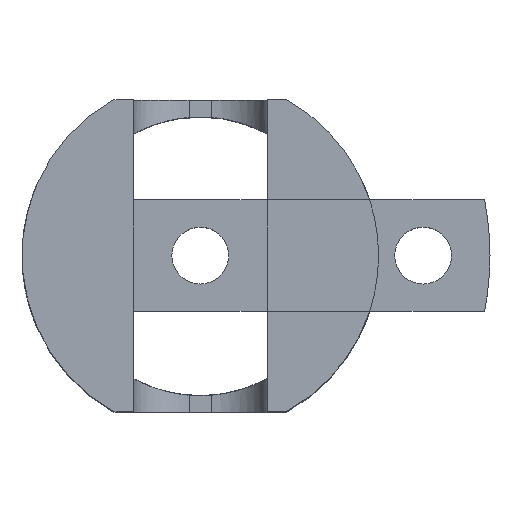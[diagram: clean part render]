
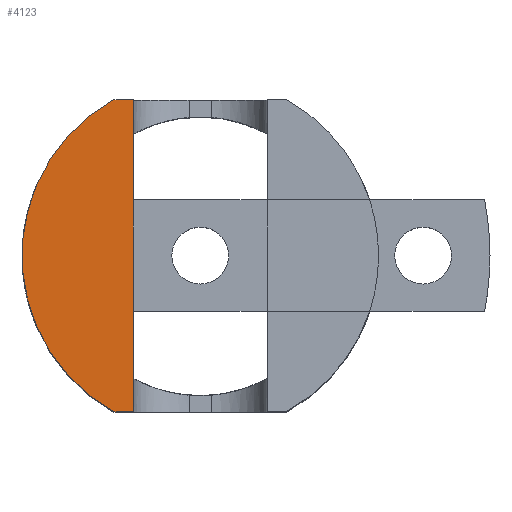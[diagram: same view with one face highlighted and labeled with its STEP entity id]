
A CAD part, top view. The second image highlights one B-rep face of the part: STEP entity #4123.
In plain terms, the highlighted planar face has unit normal (0, 0, 1).
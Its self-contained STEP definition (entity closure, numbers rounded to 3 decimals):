
#261 = PLANE('',#262);
#262 = AXIS2_PLACEMENT_3D('',#263,#264,#265);
#263 = CARTESIAN_POINT('',(-8.,-14.,0.));
#264 = DIRECTION('',(0.,1.,0.));
#265 = DIRECTION('',(0.,0.,1.));
#805 = PLANE('',#806);
#806 = AXIS2_PLACEMENT_3D('',#807,#808,#809);
#807 = CARTESIAN_POINT('',(-8.,14.,0.));
#808 = DIRECTION('',(0.,1.,0.));
#809 = DIRECTION('',(0.,0.,1.));
#1227 = VERTEX_POINT('',#1228);
#1228 = CARTESIAN_POINT('',(-7.746,-14.,40.));
#1241 = CYLINDRICAL_SURFACE('',#1242,16.);
#1242 = AXIS2_PLACEMENT_3D('',#1243,#1244,#1245);
#1243 = CARTESIAN_POINT('',(0.,0.,36.));
#1244 = DIRECTION('',(0.,0.,1.));
#1245 = DIRECTION('',(1.,0.,0.));
#1252 = EDGE_CURVE('',#1227,#1253,#1255,.T.);
#1253 = VERTEX_POINT('',#1254);
#1254 = CARTESIAN_POINT('',(-6.,-14.,40.));
#1255 = SURFACE_CURVE('',#1256,(#1260,#1267),.PCURVE_S1.);
#1256 = LINE('',#1257,#1258);
#1257 = CARTESIAN_POINT('',(-8.,-14.,40.));
#1258 = VECTOR('',#1259,1.);
#1259 = DIRECTION('',(1.,0.,0.));
#1260 = PCURVE('',#261,#1261);
#1261 = DEFINITIONAL_REPRESENTATION('',(#1262),#1266);
#1262 = LINE('',#1263,#1264);
#1263 = CARTESIAN_POINT('',(40.,0.));
#1264 = VECTOR('',#1265,1.);
#1265 = DIRECTION('',(0.,1.));
#1266 = ( GEOMETRIC_REPRESENTATION_CONTEXT(2) 
PARAMETRIC_REPRESENTATION_CONTEXT() REPRESENTATION_CONTEXT('2D SPACE',''
  ) );
#1267 = PCURVE('',#1268,#1273);
#1268 = PLANE('',#1269);
#1269 = AXIS2_PLACEMENT_3D('',#1270,#1271,#1272);
#1270 = CARTESIAN_POINT('',(0.,0.,40.));
#1271 = DIRECTION('',(0.,0.,1.));
#1272 = DIRECTION('',(1.,0.,0.));
#1273 = DEFINITIONAL_REPRESENTATION('',(#1274),#1278);
#1274 = LINE('',#1275,#1276);
#1275 = CARTESIAN_POINT('',(-8.,-14.));
#1276 = VECTOR('',#1277,1.);
#1277 = DIRECTION('',(1.,0.));
#1278 = ( GEOMETRIC_REPRESENTATION_CONTEXT(2) 
PARAMETRIC_REPRESENTATION_CONTEXT() REPRESENTATION_CONTEXT('2D SPACE',''
  ) );
#1295 = PLANE('',#1296);
#1296 = AXIS2_PLACEMENT_3D('',#1297,#1298,#1299);
#1297 = CARTESIAN_POINT('',(-6.,-16.,36.));
#1298 = DIRECTION('',(1.,0.,0.));
#1299 = DIRECTION('',(0.,0.,1.));
#2522 = VERTEX_POINT('',#2523);
#2523 = CARTESIAN_POINT('',(-7.746,14.,40.));
#2542 = EDGE_CURVE('',#2522,#2543,#2545,.T.);
#2543 = VERTEX_POINT('',#2544);
#2544 = CARTESIAN_POINT('',(-6.,14.,40.));
#2545 = SURFACE_CURVE('',#2546,(#2550,#2557),.PCURVE_S1.);
#2546 = LINE('',#2547,#2548);
#2547 = CARTESIAN_POINT('',(-8.,14.,40.));
#2548 = VECTOR('',#2549,1.);
#2549 = DIRECTION('',(1.,0.,0.));
#2550 = PCURVE('',#805,#2551);
#2551 = DEFINITIONAL_REPRESENTATION('',(#2552),#2556);
#2552 = LINE('',#2553,#2554);
#2553 = CARTESIAN_POINT('',(40.,0.));
#2554 = VECTOR('',#2555,1.);
#2555 = DIRECTION('',(0.,1.));
#2556 = ( GEOMETRIC_REPRESENTATION_CONTEXT(2) 
PARAMETRIC_REPRESENTATION_CONTEXT() REPRESENTATION_CONTEXT('2D SPACE',''
  ) );
#2557 = PCURVE('',#1268,#2558);
#2558 = DEFINITIONAL_REPRESENTATION('',(#2559),#2563);
#2559 = LINE('',#2560,#2561);
#2560 = CARTESIAN_POINT('',(-8.,14.));
#2561 = VECTOR('',#2562,1.);
#2562 = DIRECTION('',(1.,0.));
#2563 = ( GEOMETRIC_REPRESENTATION_CONTEXT(2) 
PARAMETRIC_REPRESENTATION_CONTEXT() REPRESENTATION_CONTEXT('2D SPACE',''
  ) );
#2580 = PLANE('',#2581);
#2581 = AXIS2_PLACEMENT_3D('',#2582,#2583,#2584);
#2582 = CARTESIAN_POINT('',(-6.,-16.,36.));
#2583 = DIRECTION('',(1.,0.,0.));
#2584 = DIRECTION('',(0.,0.,1.));
#4027 = EDGE_CURVE('',#1253,#4028,#4030,.T.);
#4028 = VERTEX_POINT('',#4029);
#4029 = CARTESIAN_POINT('',(-6.,-5.,40.));
#4030 = SURFACE_CURVE('',#4031,(#4035,#4042),.PCURVE_S1.);
#4031 = LINE('',#4032,#4033);
#4032 = CARTESIAN_POINT('',(-6.,-16.,40.));
#4033 = VECTOR('',#4034,1.);
#4034 = DIRECTION('',(0.,1.,0.));
#4035 = PCURVE('',#1295,#4036);
#4036 = DEFINITIONAL_REPRESENTATION('',(#4037),#4041);
#4037 = LINE('',#4038,#4039);
#4038 = CARTESIAN_POINT('',(4.,0.));
#4039 = VECTOR('',#4040,1.);
#4040 = DIRECTION('',(0.,-1.));
#4041 = ( GEOMETRIC_REPRESENTATION_CONTEXT(2) 
PARAMETRIC_REPRESENTATION_CONTEXT() REPRESENTATION_CONTEXT('2D SPACE',''
  ) );
#4042 = PCURVE('',#1268,#4043);
#4043 = DEFINITIONAL_REPRESENTATION('',(#4044),#4048);
#4044 = LINE('',#4045,#4046);
#4045 = CARTESIAN_POINT('',(-6.,-16.));
#4046 = VECTOR('',#4047,1.);
#4047 = DIRECTION('',(0.,1.));
#4048 = ( GEOMETRIC_REPRESENTATION_CONTEXT(2) 
PARAMETRIC_REPRESENTATION_CONTEXT() REPRESENTATION_CONTEXT('2D SPACE',''
  ) );
#4123 = ADVANCED_FACE('',(#4124),#1268,.T.);
#4124 = FACE_BOUND('',#4125,.T.);
#4125 = EDGE_LOOP('',(#4126,#4127,#4128,#4156,#4177,#4178));
#4126 = ORIENTED_EDGE('',*,*,#1252,.T.);
#4127 = ORIENTED_EDGE('',*,*,#4027,.T.);
#4128 = ORIENTED_EDGE('',*,*,#4129,.T.);
#4129 = EDGE_CURVE('',#4028,#4130,#4132,.T.);
#4130 = VERTEX_POINT('',#4131);
#4131 = CARTESIAN_POINT('',(-6.,5.,40.));
#4132 = SURFACE_CURVE('',#4133,(#4137,#4144),.PCURVE_S1.);
#4133 = LINE('',#4134,#4135);
#4134 = CARTESIAN_POINT('',(-6.,-5.,40.));
#4135 = VECTOR('',#4136,1.);
#4136 = DIRECTION('',(0.,1.,0.));
#4137 = PCURVE('',#1268,#4138);
#4138 = DEFINITIONAL_REPRESENTATION('',(#4139),#4143);
#4139 = LINE('',#4140,#4141);
#4140 = CARTESIAN_POINT('',(-6.,-5.));
#4141 = VECTOR('',#4142,1.);
#4142 = DIRECTION('',(0.,1.));
#4143 = ( GEOMETRIC_REPRESENTATION_CONTEXT(2) 
PARAMETRIC_REPRESENTATION_CONTEXT() REPRESENTATION_CONTEXT('2D SPACE',''
  ) );
#4144 = PCURVE('',#4145,#4150);
#4145 = PLANE('',#4146);
#4146 = AXIS2_PLACEMENT_3D('',#4147,#4148,#4149);
#4147 = CARTESIAN_POINT('',(-6.,-5.,40.));
#4148 = DIRECTION('',(0.,0.,1.));
#4149 = DIRECTION('',(1.,0.,0.));
#4150 = DEFINITIONAL_REPRESENTATION('',(#4151),#4155);
#4151 = LINE('',#4152,#4153);
#4152 = CARTESIAN_POINT('',(0.,0.));
#4153 = VECTOR('',#4154,1.);
#4154 = DIRECTION('',(0.,1.));
#4155 = ( GEOMETRIC_REPRESENTATION_CONTEXT(2) 
PARAMETRIC_REPRESENTATION_CONTEXT() REPRESENTATION_CONTEXT('2D SPACE',''
  ) );
#4156 = ORIENTED_EDGE('',*,*,#4157,.T.);
#4157 = EDGE_CURVE('',#4130,#2543,#4158,.T.);
#4158 = SURFACE_CURVE('',#4159,(#4163,#4170),.PCURVE_S1.);
#4159 = LINE('',#4160,#4161);
#4160 = CARTESIAN_POINT('',(-6.,-16.,40.));
#4161 = VECTOR('',#4162,1.);
#4162 = DIRECTION('',(0.,1.,0.));
#4163 = PCURVE('',#1268,#4164);
#4164 = DEFINITIONAL_REPRESENTATION('',(#4165),#4169);
#4165 = LINE('',#4166,#4167);
#4166 = CARTESIAN_POINT('',(-6.,-16.));
#4167 = VECTOR('',#4168,1.);
#4168 = DIRECTION('',(0.,1.));
#4169 = ( GEOMETRIC_REPRESENTATION_CONTEXT(2) 
PARAMETRIC_REPRESENTATION_CONTEXT() REPRESENTATION_CONTEXT('2D SPACE',''
  ) );
#4170 = PCURVE('',#2580,#4171);
#4171 = DEFINITIONAL_REPRESENTATION('',(#4172),#4176);
#4172 = LINE('',#4173,#4174);
#4173 = CARTESIAN_POINT('',(4.,0.));
#4174 = VECTOR('',#4175,1.);
#4175 = DIRECTION('',(0.,-1.));
#4176 = ( GEOMETRIC_REPRESENTATION_CONTEXT(2) 
PARAMETRIC_REPRESENTATION_CONTEXT() REPRESENTATION_CONTEXT('2D SPACE',''
  ) );
#4177 = ORIENTED_EDGE('',*,*,#2542,.F.);
#4178 = ORIENTED_EDGE('',*,*,#4179,.T.);
#4179 = EDGE_CURVE('',#2522,#1227,#4180,.T.);
#4180 = SURFACE_CURVE('',#4181,(#4186,#4193),.PCURVE_S1.);
#4181 = CIRCLE('',#4182,16.);
#4182 = AXIS2_PLACEMENT_3D('',#4183,#4184,#4185);
#4183 = CARTESIAN_POINT('',(0.,0.,40.));
#4184 = DIRECTION('',(0.,0.,1.));
#4185 = DIRECTION('',(1.,0.,0.));
#4186 = PCURVE('',#1268,#4187);
#4187 = DEFINITIONAL_REPRESENTATION('',(#4188),#4192);
#4188 = CIRCLE('',#4189,16.);
#4189 = AXIS2_PLACEMENT_2D('',#4190,#4191);
#4190 = CARTESIAN_POINT('',(0.,0.));
#4191 = DIRECTION('',(1.,0.));
#4192 = ( GEOMETRIC_REPRESENTATION_CONTEXT(2) 
PARAMETRIC_REPRESENTATION_CONTEXT() REPRESENTATION_CONTEXT('2D SPACE',''
  ) );
#4193 = PCURVE('',#1241,#4194);
#4194 = DEFINITIONAL_REPRESENTATION('',(#4195),#4199);
#4195 = LINE('',#4196,#4197);
#4196 = CARTESIAN_POINT('',(0.,4.));
#4197 = VECTOR('',#4198,1.);
#4198 = DIRECTION('',(1.,0.));
#4199 = ( GEOMETRIC_REPRESENTATION_CONTEXT(2) 
PARAMETRIC_REPRESENTATION_CONTEXT() REPRESENTATION_CONTEXT('2D SPACE',''
  ) );
